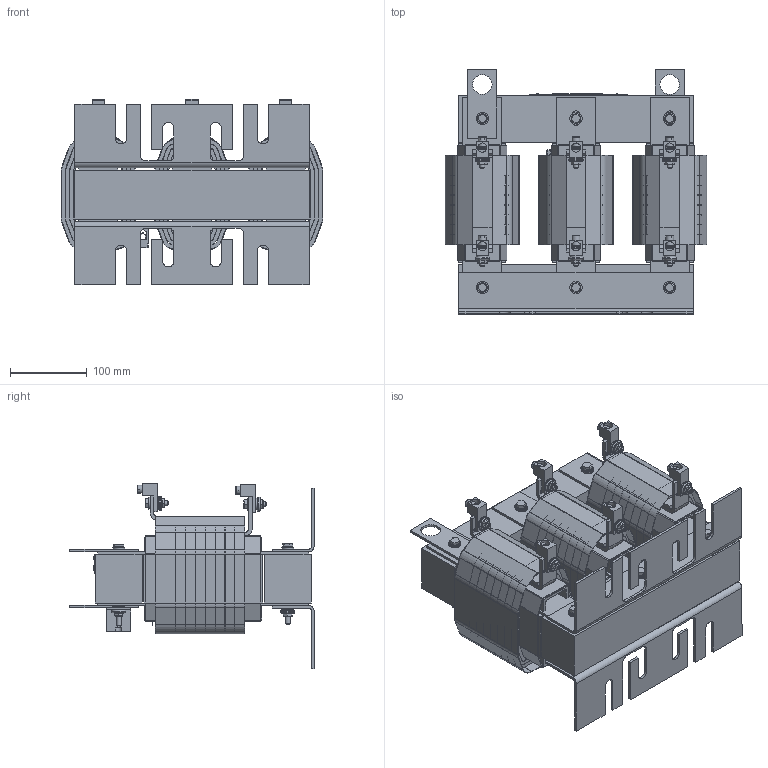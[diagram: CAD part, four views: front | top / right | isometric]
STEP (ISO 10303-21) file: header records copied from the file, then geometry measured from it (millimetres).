
FILE_DESCRIPTION(/* description */ (''),/* implementation_level */ '2;1');
FILE_NAME(/* name */ 'KLRUL110CPTMG.stp',/* time_stamp */ '2020-03-27T13:26:41-05:00',/* author */ ('jnelson'),/* organization */ (''),/* preprocessor_version */ 'ST-DEVELOPER v17',/* originating_system */ 'Autodesk Inventor 2019',/* authorisation */ '');
FILE_SCHEMA (('AUTOMOTIVE_DESIGN { 1 0 10303 214 3 1 1 }'));
Products named in the file (33): KLRUL110CPTMG; KTRMG110C; 21513-2.50; 24263-REV-NR; 15309; 1505-1763-4495 ASSEMBLY; 30097- LARGE  BLANK  (REACTOR); 24154; 21514; 21085-REV-F; 21621-REV-A; 24154-CORE WRAP; 15445; 15446; 24154-COIL WINDING; 24154-OUTER WRAP KTRMG110A; 3935; 31553; 28453; 28453_1; 11923insert; 11923-1; 11923-2; 11923-3; 29477-SHORT LEADS; 1763-4495 ASSEMBLY; 4495; 14926; 1505 & 1763; 1505; 1745 and 1763; 1745; 1763
Assembly tree (80 placements, depth 5):
  KLRUL110CPTMG
    KTRMG110C
      21513-2.50  x2
      24263-REV-NR  x2
      15309  x2
      1505-1763-4495 ASSEMBLY  x4
        4495
        1763
        1505
      30097- LARGE  BLANK  (REACTOR)
      1763-4495 ASSEMBLY  x8
        4495
        1763
      24154  x3
        21514
        21085-REV-F
        21621-REV-A
        24154-CORE WRAP
        15445
        15446
        24154-COIL WINDING
        24154-OUTER WRAP KTRMG110A
      3935  x6
      31553
      28453
        28453_1
        11923insert  x3
          11923-1
          11923-2
          11923-3
      29477-SHORT LEADS
      1505  x2
    14926  x6
    1745 and 1763  x6
      1745
      1763
    1505 & 1763  x6
      1763
      1505
Bounding box: 340.41 x 317.75 x 241.74 mm (x, y, z)
Volume: 6994704 mm3; surface area: 2460268.5 mm2
Topology: 184 solids, 184 shells, 4969 faces, 13240 edges, 8734 vertices
Faces by surface type: plane 2760, cylinder 1991, bspline 166, torus 30, cone 18, sphere 4
Full cylindrical faces by diameter (mm): 0.762 x2, 1.524 x2, 3.505 x12, 4.166 x2, 4.496 x6, 4.724 x2, 5.867 x6, 6.147 x12, 6.35 x24, 6.747 x6, 7.01 x6, 7.112 x6, 7.137 x24, 7.62 x12, 8.128 x4, 8.636 x6, 9.652 x2, 10.312 x6, 10.317 x6, 12.095 x6, 12.7 x12, 15.875 x24, 18.491 x12, 25.4 x2
Entity records: 62616 total; most frequent: CARTESIAN_POINT 13238, ORIENTED_EDGE 10232, DIRECTION 9711, EDGE_CURVE 5116, LINE 3527, VECTOR 3527, VERTEX_POINT 3395, AXIS2_PLACEMENT_3D 3092
